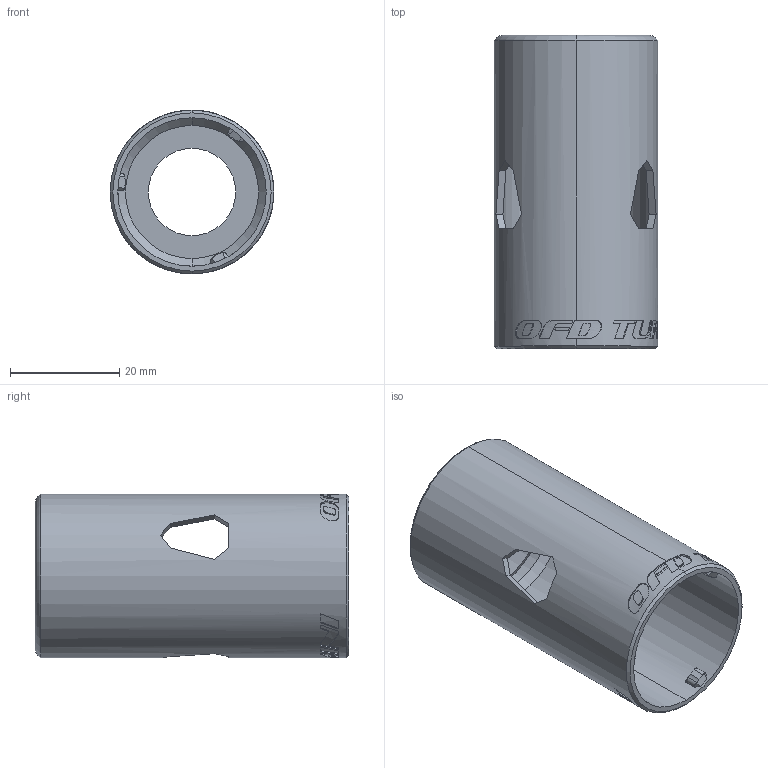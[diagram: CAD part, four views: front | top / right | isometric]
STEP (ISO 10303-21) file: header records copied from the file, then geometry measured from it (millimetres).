
FILE_DESCRIPTION (( 'STEP AP214' ), '1' );
FILE_NAME ('Turbine_Mini_Shroud_Gnurled_v4.STEP', '2022-05-17T13:59:33', ( '' ), ( '' ), 'SwSTEP 2.0', 'SolidWorks 2014', '' );
FILE_SCHEMA (( 'AUTOMOTIVE_DESIGN' ));
Length unit declared in the file: millimetre
Products named in the file (1): Turbine_Mini_Shroud_Gnurled_v4
Bounding box: 30 x 57.5 x 30 mm (x, y, z)
Volume: 7580.2 mm3; surface area: 11028.2 mm2
Topology: 1 solids, 1 shells, 365 faces, 1014 edges, 671 vertices
Faces by surface type: bspline 205, plane 101, cylinder 42, cone 15, torus 2
Entity records: 24884 total; most frequent: CARTESIAN_POINT 17456, ORIENTED_EDGE 2028, EDGE_CURVE 1014, DIRECTION 770, B_SPLINE_CURVE_WITH_KNOTS 702, VERTEX_POINT 671, EDGE_LOOP 393, FACE_OUTER_BOUND 365
